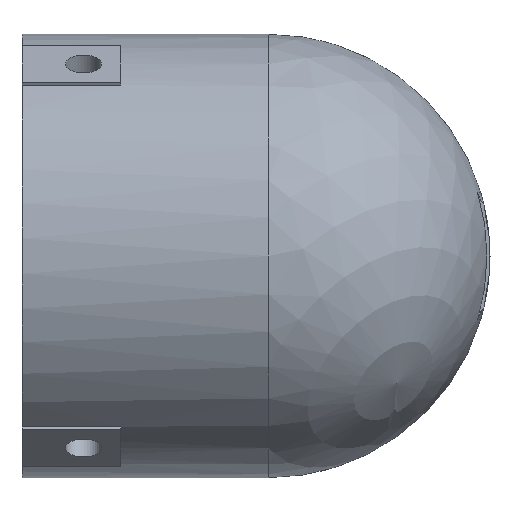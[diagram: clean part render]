
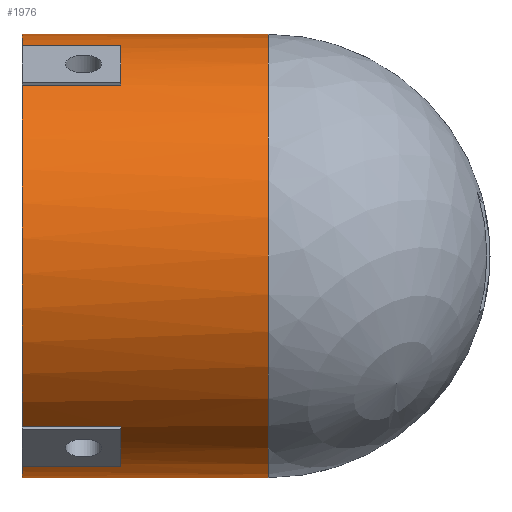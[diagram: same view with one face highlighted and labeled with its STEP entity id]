
A CAD part, left-side view. The second image highlights one B-rep face of the part: STEP entity #1976.
In plain terms, the highlighted cylindrical face has radius 18 mm (diameter 36 mm), a partial arc.
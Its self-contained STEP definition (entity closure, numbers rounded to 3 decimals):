
#100=CYLINDRICAL_SURFACE('',#2161,18.);
#152=FACE_OUTER_BOUND('',#257,.T.);
#257=EDGE_LOOP('',(#1433,#1434,#1435,#1436,#1437,#1438,#1439,#1440,#1441,
#1442,#1443,#1444,#1445,#1446));
#348=CIRCLE('',#2082,18.);
#350=CIRCLE('',#2084,18.);
#351=CIRCLE('',#2085,18.);
#392=CIRCLE('',#2139,18.);
#393=CIRCLE('',#2143,18.);
#395=CIRCLE('',#2148,18.);
#396=CIRCLE('',#2152,18.);
#399=CIRCLE('',#2157,18.);
#495=LINE('',#3132,#651);
#497=LINE('',#3139,#653);
#504=LINE('',#3191,#660);
#506=LINE('',#3198,#662);
#510=LINE('',#3219,#666);
#511=LINE('',#3220,#667);
#651=VECTOR('',#2457,10.);
#653=VECTOR('',#2465,10.);
#660=VECTOR('',#2484,10.);
#662=VECTOR('',#2492,10.);
#666=VECTOR('',#2520,10.);
#667=VECTOR('',#2521,10.);
#775=VERTEX_POINT('',#2907);
#776=VERTEX_POINT('',#2908);
#779=VERTEX_POINT('',#2914);
#780=VERTEX_POINT('',#2916);
#783=VERTEX_POINT('',#2922);
#784=VERTEX_POINT('',#2924);
#847=VERTEX_POINT('',#3130);
#848=VERTEX_POINT('',#3134);
#849=VERTEX_POINT('',#3138);
#854=VERTEX_POINT('',#3189);
#855=VERTEX_POINT('',#3193);
#856=VERTEX_POINT('',#3197);
#858=VERTEX_POINT('',#3209);
#859=VERTEX_POINT('',#3211);
#979=EDGE_CURVE('',#775,#776,#348,.T.);
#983=EDGE_CURVE('',#779,#780,#350,.T.);
#987=EDGE_CURVE('',#783,#784,#351,.T.);
#1062=EDGE_CURVE('',#783,#847,#495,.T.);
#1064=EDGE_CURVE('',#847,#848,#392,.T.);
#1065=EDGE_CURVE('',#849,#780,#497,.T.);
#1069=EDGE_CURVE('',#848,#849,#393,.T.);
#1075=EDGE_CURVE('',#775,#854,#504,.T.);
#1077=EDGE_CURVE('',#854,#855,#395,.T.);
#1078=EDGE_CURVE('',#856,#784,#506,.T.);
#1082=EDGE_CURVE('',#855,#856,#396,.T.);
#1085=EDGE_CURVE('',#859,#858,#399,.T.);
#1089=EDGE_CURVE('',#779,#859,#510,.T.);
#1090=EDGE_CURVE('',#858,#776,#511,.T.);
#1433=ORIENTED_EDGE('',*,*,#1065,.T.);
#1434=ORIENTED_EDGE('',*,*,#983,.F.);
#1435=ORIENTED_EDGE('',*,*,#1089,.T.);
#1436=ORIENTED_EDGE('',*,*,#1085,.T.);
#1437=ORIENTED_EDGE('',*,*,#1090,.T.);
#1438=ORIENTED_EDGE('',*,*,#979,.F.);
#1439=ORIENTED_EDGE('',*,*,#1075,.T.);
#1440=ORIENTED_EDGE('',*,*,#1077,.T.);
#1441=ORIENTED_EDGE('',*,*,#1082,.T.);
#1442=ORIENTED_EDGE('',*,*,#1078,.T.);
#1443=ORIENTED_EDGE('',*,*,#987,.F.);
#1444=ORIENTED_EDGE('',*,*,#1062,.T.);
#1445=ORIENTED_EDGE('',*,*,#1064,.T.);
#1446=ORIENTED_EDGE('',*,*,#1069,.T.);
#1976=ADVANCED_FACE('',(#152),#100,.T.);
#2082=AXIS2_PLACEMENT_3D('',#2909,#2311,#2312);
#2084=AXIS2_PLACEMENT_3D('',#2917,#2317,#2318);
#2085=AXIS2_PLACEMENT_3D('',#2925,#2322,#2323);
#2139=AXIS2_PLACEMENT_3D('',#3136,#2461,#2462);
#2143=AXIS2_PLACEMENT_3D('',#3146,#2473,#2474);
#2148=AXIS2_PLACEMENT_3D('',#3195,#2488,#2489);
#2152=AXIS2_PLACEMENT_3D('',#3205,#2500,#2501);
#2157=AXIS2_PLACEMENT_3D('',#3212,#2510,#2511);
#2161=AXIS2_PLACEMENT_3D('',#3218,#2518,#2519);
#2311=DIRECTION('center_axis',(0.,1.,0.));
#2312=DIRECTION('ref_axis',(1.,0.,0.));
#2317=DIRECTION('center_axis',(0.,1.,0.));
#2318=DIRECTION('ref_axis',(1.,0.,0.));
#2322=DIRECTION('center_axis',(0.,1.,0.));
#2323=DIRECTION('ref_axis',(1.,0.,0.));
#2457=DIRECTION('',(0.,-1.,0.));
#2461=DIRECTION('center_axis',(0.,-1.,0.));
#2462=DIRECTION('ref_axis',(1.,0.,0.));
#2465=DIRECTION('',(0.,1.,0.));
#2473=DIRECTION('center_axis',(0.,-1.,0.));
#2474=DIRECTION('ref_axis',(1.,0.,0.));
#2484=DIRECTION('',(0.,-1.,0.));
#2488=DIRECTION('center_axis',(0.,-1.,0.));
#2489=DIRECTION('ref_axis',(1.,0.,0.));
#2492=DIRECTION('',(0.,1.,0.));
#2500=DIRECTION('center_axis',(0.,-1.,0.));
#2501=DIRECTION('ref_axis',(1.,0.,0.));
#2510=DIRECTION('center_axis',(0.,1.,0.));
#2511=DIRECTION('ref_axis',(1.,0.,0.));
#2518=DIRECTION('center_axis',(0.,1.,0.));
#2519=DIRECTION('ref_axis',(-1.,0.,0.));
#2520=DIRECTION('',(0.,-1.,0.));
#2521=DIRECTION('',(0.,1.,0.));
#2907=CARTESIAN_POINT('',(-6.276,20.,16.87));
#2908=CARTESIAN_POINT('',(0.,20.,18.));
#2909=CARTESIAN_POINT('Origin',(0.,20.,0.));
#2914=CARTESIAN_POINT('',(0.,20.,-18.));
#2916=CARTESIAN_POINT('',(-6.276,20.,-16.87));
#2917=CARTESIAN_POINT('Origin',(0.,20.,0.));
#2922=CARTESIAN_POINT('',(-11.472,20.,-13.87));
#2924=CARTESIAN_POINT('',(-11.472,20.,13.87));
#2925=CARTESIAN_POINT('Origin',(0.,20.,0.));
#3130=CARTESIAN_POINT('',(-11.472,12.,-13.87));
#3132=CARTESIAN_POINT('',(-11.472,0.,-13.87));
#3134=CARTESIAN_POINT('',(-9.,12.,-15.588));
#3136=CARTESIAN_POINT('Origin',(0.,12.,0.));
#3138=CARTESIAN_POINT('',(-6.276,12.,-16.87));
#3139=CARTESIAN_POINT('',(-6.276,18.,-16.87));
#3146=CARTESIAN_POINT('Origin',(0.,12.,0.));
#3189=CARTESIAN_POINT('',(-6.276,12.,16.87));
#3191=CARTESIAN_POINT('',(-6.276,0.,16.87));
#3193=CARTESIAN_POINT('',(-9.,12.,15.588));
#3195=CARTESIAN_POINT('Origin',(0.,12.,0.));
#3197=CARTESIAN_POINT('',(-11.472,12.,13.87));
#3198=CARTESIAN_POINT('',(-11.472,18.,13.87));
#3205=CARTESIAN_POINT('Origin',(0.,12.,0.));
#3209=CARTESIAN_POINT('',(0.,0.,18.));
#3211=CARTESIAN_POINT('',(0.,0.,-18.));
#3212=CARTESIAN_POINT('Origin',(0.,0.,0.));
#3218=CARTESIAN_POINT('Origin',(0.,0.,0.));
#3219=CARTESIAN_POINT('',(0.,0.,-18.));
#3220=CARTESIAN_POINT('',(0.,18.,18.));
